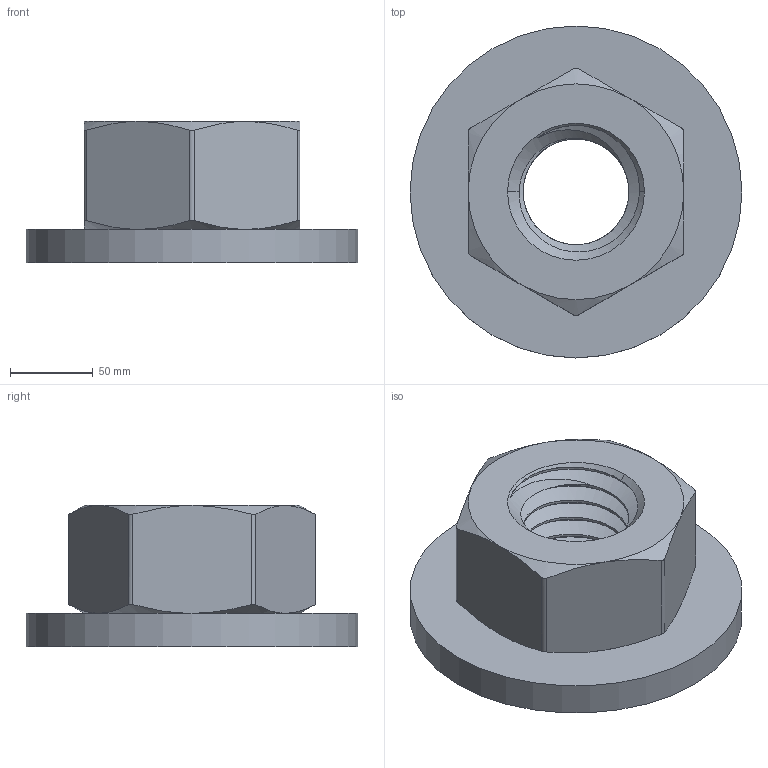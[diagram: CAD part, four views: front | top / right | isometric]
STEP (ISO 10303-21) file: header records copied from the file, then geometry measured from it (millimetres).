
FILE_DESCRIPTION(/* description */ (''),/* implementation_level */ '2;1');
FILE_NAME(/* name */ 'M8F-0.stp',/* time_stamp */ '2023-12-11T15:39:45-05:00',/* author */ ('esanner'),/* organization */ (''),/* preprocessor_version */ 'ST-DEVELOPER v19',/* originating_system */ 'AutoCAD Mechanical',/* authorisation */ '');
FILE_SCHEMA (('AUTOMOTIVE_DESIGN { 1 0 10303 214 3 1 1 }'));
Length unit declared in the file: centimetre
Products named in the file (1): Product
Bounding box: 200 x 200 x 85 mm (x, y, z)
Volume: 1127827.5 mm3; surface area: 127042.2 mm2
Topology: 1 solids, 1 shells, 48 faces, 120 edges, 76 vertices
Faces by surface type: cylinder 19, cone 16, plane 10, bspline 3
Full cylindrical faces by diameter (mm): 105 x1, 200 x1
Entity records: 3078 total; most frequent: CARTESIAN_POINT 2075, ORIENTED_EDGE 240, DIRECTION 168, EDGE_CURVE 120, VERTEX_POINT 76, AXIS2_PLACEMENT_3D 70, EDGE_LOOP 52, FACE_OUTER_BOUND 48
